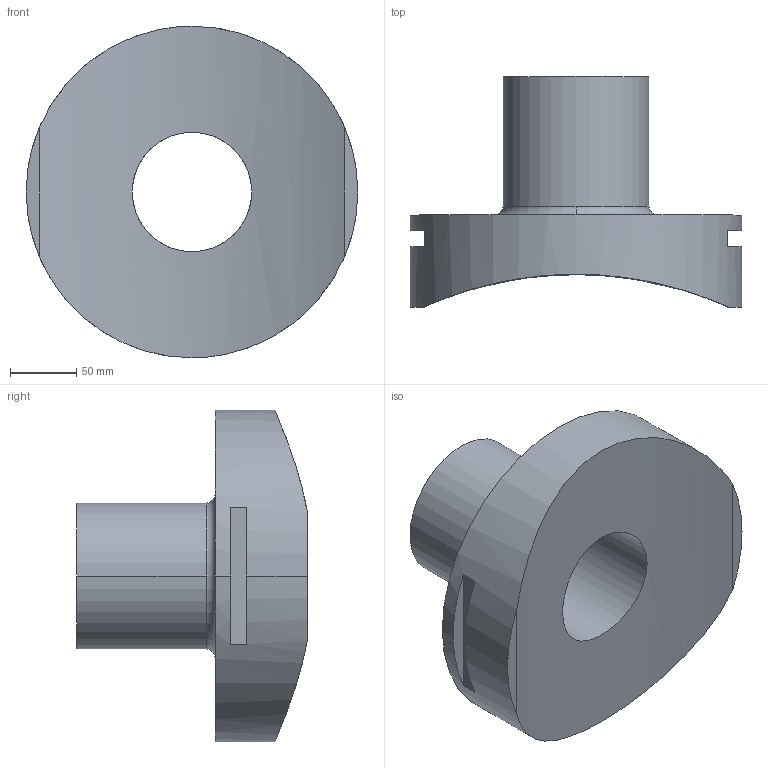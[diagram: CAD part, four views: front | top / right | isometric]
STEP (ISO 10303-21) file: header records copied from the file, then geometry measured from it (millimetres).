
FILE_DESCRIPTION( ( '' ), '1' );
FILE_NAME( 'AGRU_25289561111_PE_100_schwarz_Stutzenschelle_System_Topload_560_110_SDR11_ISO_S-5_05.stp', '2017-12-13T08:12:59', ( '' ), ( '' ), ' ', ' ', ' ' );
FILE_SCHEMA( ( 'automotive_design' ) );
Length unit declared in the file: millimetre
Products named in the file (1): 1
Bounding box: 250 x 174 x 250 mm (x, y, z)
Volume: 2568818.1 mm3; surface area: 214421.5 mm2
Topology: 1 solids, 1 shells, 37 faces, 87 edges, 59 vertices
Faces by surface type: cylinder 19, plane 16, torus 2
Entity records: 2400 total; most frequent: CARTESIAN_POINT 446, DIRECTION 208, STYLED_ITEM 184, PRESENTATION_STYLE_ASSIGNMENT 184, COLOUR_RGB 184, ORIENTED_EDGE 174, AXIS2_PLACEMENT_3D 89, EDGE_CURVE 87
